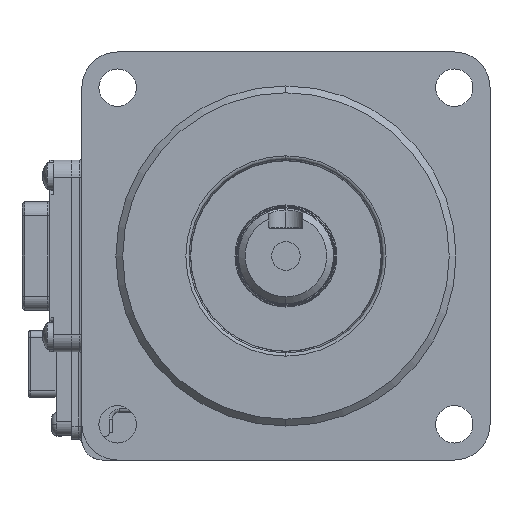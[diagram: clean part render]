
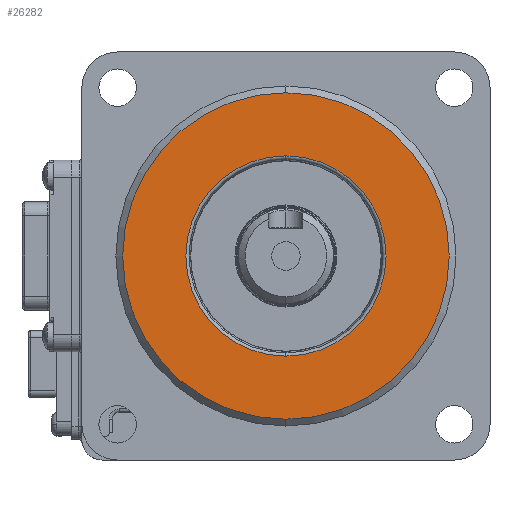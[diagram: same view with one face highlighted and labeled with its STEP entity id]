
A CAD part, left-side view. The second image highlights one B-rep face of the part: STEP entity #26282.
In plain terms, the highlighted planar face has unit normal (-1, 0, 0).
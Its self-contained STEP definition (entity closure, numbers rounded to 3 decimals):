
#1646 = CARTESIAN_POINT ( 'NONE',  ( -45.062, 8.035, 66.4 ) ) ;
#1820 = FACE_BOUND ( 'NONE', #3875, .T. ) ;
#2058 = CIRCLE ( 'NONE', #9512, 14.714 ) ;
#3875 = EDGE_LOOP ( 'NONE', ( #26103, #20813 ) ) ;
#4094 = DIRECTION ( 'NONE',  ( 0., 0., 1. ) ) ;
#5562 = PLANE ( 'NONE',  #20714 ) ;
#6196 = CARTESIAN_POINT ( 'NONE',  ( -45.062, 8.035, 105.114 ) ) ;
#6407 = EDGE_LOOP ( 'NONE', ( #28498, #11666 ) ) ;
#7133 = CIRCLE ( 'NONE', #16221, 14.714 ) ;
#7973 = AXIS2_PLACEMENT_3D ( 'NONE', #10597, #14908, #17243 ) ;
#8267 = DIRECTION ( 'NONE',  ( 1., 0., 0. ) ) ;
#8441 = EDGE_CURVE ( 'NONE', #25803, #28596, #23315, .T. ) ;
#9468 = VERTEX_POINT ( 'NONE', #9751 ) ;
#9512 = AXIS2_PLACEMENT_3D ( 'NONE', #19793, #12758, #15355 ) ;
#9751 = CARTESIAN_POINT ( 'NONE',  ( -45.062, 8.035, 75.686 ) ) ;
#9890 = VERTEX_POINT ( 'NONE', #6196 ) ;
#10597 = CARTESIAN_POINT ( 'NONE',  ( -45.062, 8.035, 90.4 ) ) ;
#11666 = ORIENTED_EDGE ( 'NONE', *, *, #8441, .T. ) ;
#12056 = CARTESIAN_POINT ( 'NONE',  ( -45.062, 8.035, 90.4 ) ) ;
#12758 = DIRECTION ( 'NONE',  ( 1., 0., 0. ) ) ;
#13887 = EDGE_CURVE ( 'NONE', #28596, #25803, #20291, .T. ) ;
#14908 = DIRECTION ( 'NONE',  ( -1., 0., 0. ) ) ;
#14998 = CARTESIAN_POINT ( 'NONE',  ( -45.062, 8.035, 90.4 ) ) ;
#15355 = DIRECTION ( 'NONE',  ( 0., 0., 1. ) ) ;
#16221 = AXIS2_PLACEMENT_3D ( 'NONE', #17052, #8267, #4094 ) ;
#17052 = CARTESIAN_POINT ( 'NONE',  ( -45.062, 8.035, 90.4 ) ) ;
#17243 = DIRECTION ( 'NONE',  ( 0., 0., 1. ) ) ;
#17422 = DIRECTION ( 'NONE',  ( 0., 0., 1. ) ) ;
#18891 = DIRECTION ( 'NONE',  ( 0., 0., 1. ) ) ;
#19793 = CARTESIAN_POINT ( 'NONE',  ( -45.062, 8.035, 90.4 ) ) ;
#19822 = DIRECTION ( 'NONE',  ( -1., 0., 0. ) ) ;
#20291 = CIRCLE ( 'NONE', #23630, 24. ) ;
#20714 = AXIS2_PLACEMENT_3D ( 'NONE', #12056, #23233, #18891 ) ;
#20813 = ORIENTED_EDGE ( 'NONE', *, *, #24784, .T. ) ;
#21448 = EDGE_CURVE ( 'NONE', #9890, #9468, #2058, .T. ) ;
#23233 = DIRECTION ( 'NONE',  ( -1., 0., 0. ) ) ;
#23315 = CIRCLE ( 'NONE', #7973, 24. ) ;
#23630 = AXIS2_PLACEMENT_3D ( 'NONE', #14998, #19822, #17422 ) ;
#23657 = CARTESIAN_POINT ( 'NONE',  ( -45.062, 8.035, 114.4 ) ) ;
#24683 = FACE_OUTER_BOUND ( 'NONE', #6407, .T. ) ;
#24784 = EDGE_CURVE ( 'NONE', #9468, #9890, #7133, .T. ) ;
#25803 = VERTEX_POINT ( 'NONE', #23657 ) ;
#26103 = ORIENTED_EDGE ( 'NONE', *, *, #21448, .T. ) ;
#26282 = ADVANCED_FACE ( 'NONE', ( #1820, #24683 ), #5562, .T. ) ;
#28498 = ORIENTED_EDGE ( 'NONE', *, *, #13887, .T. ) ;
#28596 = VERTEX_POINT ( 'NONE', #1646 ) ;
